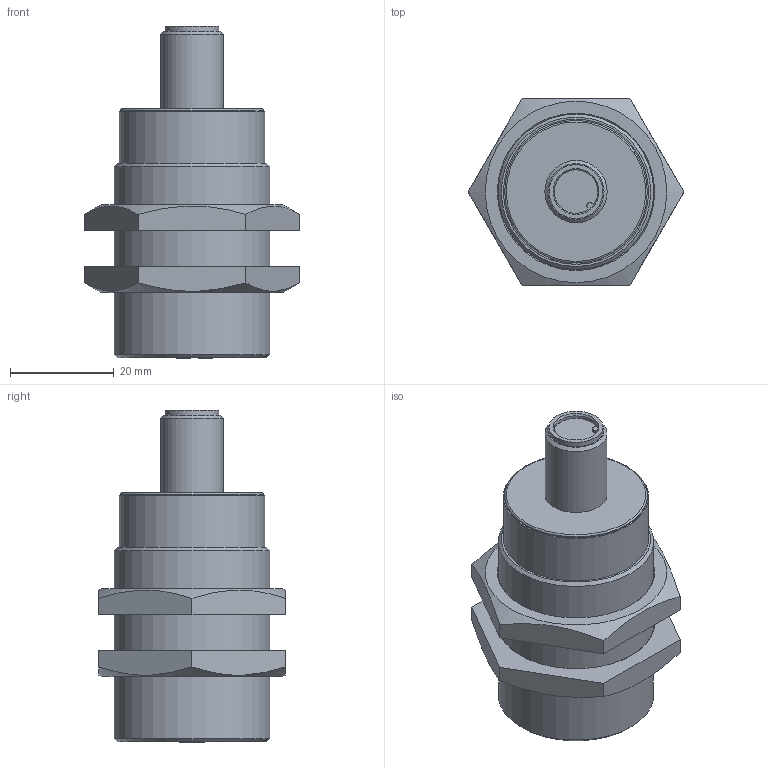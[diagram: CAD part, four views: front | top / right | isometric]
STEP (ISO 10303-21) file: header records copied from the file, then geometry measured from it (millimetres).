
FILE_DESCRIPTION(/* description */ (''),/* implementation_level */ '2;1');
FILE_NAME(/* name */ 'KJ10_M30MB65-V2.STEP',/* time_stamp */ '2022-01-21T14:38:52+01:00',/* author */ ('L43FV9'),/* organization */ (''),/* preprocessor_version */ 'ST-DEVELOPER v18.1',/* originating_system */ 'Autodesk Inventor 2021',/* authorisation */ '');
FILE_SCHEMA (('AUTOMOTIVE_DESIGN { 1 0 10303 214 3 1 1 }'));
Length unit declared in the file: millimetre
Products named in the file (1): KJ10_M30MB65-V2_TOP_Shrinkwrap_1
Bounding box: 41.57 x 36 x 64.02 mm (x, y, z)
Volume: 38617.3 mm3; surface area: 8299.1 mm2
Topology: 1 solids, 1 shells, 64 faces, 147 edges, 96 vertices
Faces by surface type: plane 39, cylinder 14, cone 10, torus 1
Full cylindrical faces by diameter (mm): 10.4 x1, 12 x1, 27.5 x1, 28 x1, 30 x3
Entity records: 1904 total; most frequent: CARTESIAN_POINT 332, DIRECTION 313, ORIENTED_EDGE 294, EDGE_CURVE 147, AXIS2_PLACEMENT_3D 113, VERTEX_POINT 96, LINE 87, VECTOR 87
